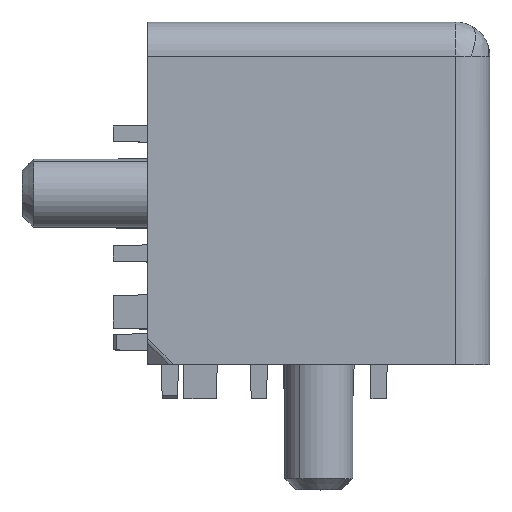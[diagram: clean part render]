
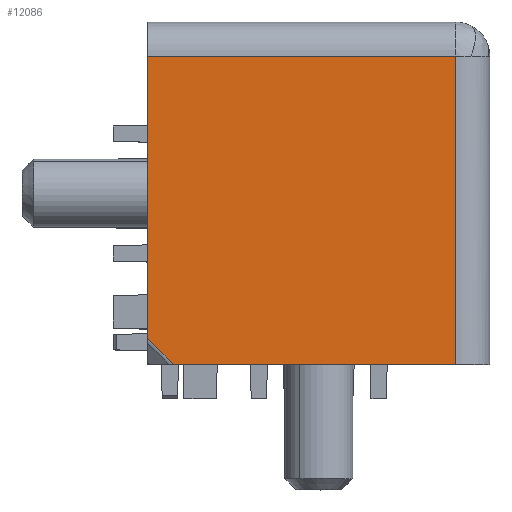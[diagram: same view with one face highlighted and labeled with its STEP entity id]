
A CAD part, top view. The second image highlights one B-rep face of the part: STEP entity #12086.
In plain terms, the highlighted planar face has unit normal (0, 0, 1).
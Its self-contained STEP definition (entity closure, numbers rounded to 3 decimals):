
#531 = LINE ( 'NONE', #5622, #4449 ) ;
#599 = DIRECTION ( 'NONE',  ( 1., 0., 0. ) ) ;
#2788 = VERTEX_POINT ( 'NONE', #15182 ) ;
#2880 = VERTEX_POINT ( 'NONE', #7626 ) ;
#2980 = VECTOR ( 'NONE', #599, 1000. ) ;
#3858 = ORIENTED_EDGE ( 'NONE', *, *, #6837, .F. ) ;
#4239 = DIRECTION ( 'NONE',  ( 0., 1., 0. ) ) ;
#4449 = VECTOR ( 'NONE', #9417, 1000. ) ;
#4463 = AXIS2_PLACEMENT_3D ( 'NONE', #14474, #7984, #13127 ) ;
#4596 = DIRECTION ( 'NONE',  ( 1., 0., 0. ) ) ;
#5506 = CARTESIAN_POINT ( 'NONE',  ( 27., 0., 30. ) ) ;
#5622 = CARTESIAN_POINT ( 'NONE',  ( 0., 27., 30. ) ) ;
#6489 = CARTESIAN_POINT ( 'NONE',  ( 27., 0., 30. ) ) ;
#6837 = EDGE_CURVE ( 'NONE', #2788, #15458, #15474, .T. ) ;
#6923 = LINE ( 'NONE', #14618, #14316 ) ;
#7483 = DIRECTION ( 'NONE',  ( 0.707, -0.707, 0. ) ) ;
#7626 = CARTESIAN_POINT ( 'NONE',  ( 2.243, 0., 30. ) ) ;
#7984 = DIRECTION ( 'NONE',  ( 0., 0., 1. ) ) ;
#8067 = CARTESIAN_POINT ( 'NONE',  ( 0., 2.243, 30. ) ) ;
#8833 = VECTOR ( 'NONE', #4239, 1000. ) ;
#8936 = EDGE_CURVE ( 'NONE', #15034, #15458, #14773, .T. ) ;
#9417 = DIRECTION ( 'NONE',  ( 0., -1., 0. ) ) ;
#10239 = ORIENTED_EDGE ( 'NONE', *, *, #13234, .T. ) ;
#10302 = CARTESIAN_POINT ( 'NONE',  ( 30., 27., 30. ) ) ;
#10494 = LINE ( 'NONE', #15420, #13193 ) ;
#10795 = EDGE_LOOP ( 'NONE', ( #10239, #11815, #13453, #3858, #15903 ) ) ;
#11229 = EDGE_CURVE ( 'NONE', #2880, #15034, #6923, .T. ) ;
#11815 = ORIENTED_EDGE ( 'NONE', *, *, #11229, .T. ) ;
#12086 = ADVANCED_FACE ( 'NONE', ( #13933 ), #13769, .T. ) ;
#13127 = DIRECTION ( 'NONE',  ( 0.447, 0.894, 0. ) ) ;
#13193 = VECTOR ( 'NONE', #7483, 1000. ) ;
#13234 = EDGE_CURVE ( 'NONE', #13670, #2880, #10494, .T. ) ;
#13453 = ORIENTED_EDGE ( 'NONE', *, *, #8936, .T. ) ;
#13670 = VERTEX_POINT ( 'NONE', #8067 ) ;
#13769 = PLANE ( 'NONE',  #4463 ) ;
#13933 = FACE_OUTER_BOUND ( 'NONE', #10795, .T. ) ;
#13967 = CARTESIAN_POINT ( 'NONE',  ( 27., 27., 30. ) ) ;
#14316 = VECTOR ( 'NONE', #4596, 1000. ) ;
#14474 = CARTESIAN_POINT ( 'NONE',  ( 0., 30., 30. ) ) ;
#14505 = EDGE_CURVE ( 'NONE', #2788, #13670, #531, .T. ) ;
#14618 = CARTESIAN_POINT ( 'NONE',  ( 2.243, 0., 30. ) ) ;
#14773 = LINE ( 'NONE', #6489, #8833 ) ;
#15034 = VERTEX_POINT ( 'NONE', #5506 ) ;
#15182 = CARTESIAN_POINT ( 'NONE',  ( 0., 27., 30. ) ) ;
#15420 = CARTESIAN_POINT ( 'NONE',  ( 0., 2.243, 30. ) ) ;
#15458 = VERTEX_POINT ( 'NONE', #13967 ) ;
#15474 = LINE ( 'NONE', #10302, #2980 ) ;
#15903 = ORIENTED_EDGE ( 'NONE', *, *, #14505, .T. ) ;
